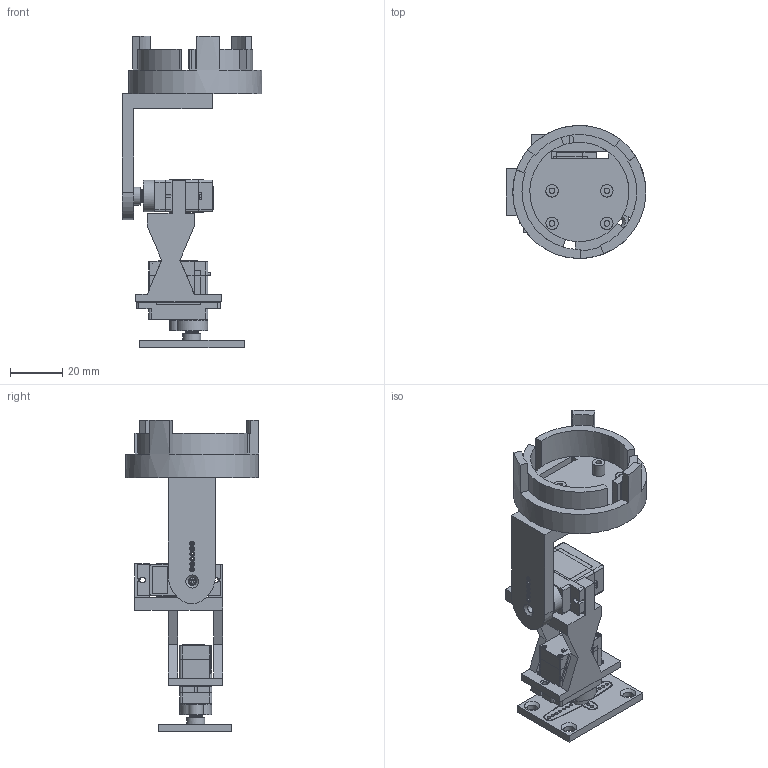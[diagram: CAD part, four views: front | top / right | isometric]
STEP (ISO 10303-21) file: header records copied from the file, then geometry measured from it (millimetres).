
FILE_DESCRIPTION(('HOOPS Exchange Step'),'2;1');
FILE_NAME('temp_export','2025-04-22T14:54:10+01:00',('mobile'),('Shapr3D Limited'),'HOOPS Exchange 2024.8','Shapr3D','Authorized');
FILE_SCHEMA( ('AP242_MANAGED_MODEL_BASED_3D_ENGINEERING_MIM_LF {1 0 10303 442 1 1 4}') );
Length unit declared in the file: millimetre
Products named in the file (19): SG90 - Micro Servo 9g - Tower Pro.4_Pe‡a (1); SG90 - Micro Servo 9g - Tower Pro.5_BS EN ISO 7045 - M2 x 8 - Z - 8S (1); SG90 - Micro Servo 9g - Tower Pro.2_Pe‡a (1); SG90 - Micro Servo 9g - Tower Pro.3_Pe‡a (1); SG90 - Micro Servo 9g - Tower Pro.6_BS EN ISO 7045 - M2 x 4 - Z - 4S (1); SG90 - Micro Servo 9g - Tower Pro.1_Pe‡a (1); SG90 - Micro Servo 9g - Tower Pro.STEP (1); SG90 - Micro Servo 9g - Tower Pro.2.SLDPRT; SG90 - Micro Servo 9g - Tower Pro.4_Pe‡a; SG90 - Micro Servo 9g - Tower Pro.5_BS EN ISO 7045 - M2 x 8 - Z - 8S; SG90 - Micro Servo 9g - Tower Pro.2_Pe‡a; SG90 - Micro Servo 9g - Tower Pro.3_Pe‡a; SG90 - Micro Servo 9g - Tower Pro.6_BS EN ISO 7045 - M2 x 4 - Z - 4S; SG90 - Micro Servo 9g - Tower Pro.1_Pe‡a; SG90 - Micro Servo 9g - Tower Pro.STEP; Bracket; root
Assembly tree (18 placements, depth 3):
  root
    SG90 - Micro Servo 9g - Tower Pro.STEP (1)
      SG90 - Micro Servo 9g - Tower Pro.4_Pe‡a (1)
      SG90 - Micro Servo 9g - Tower Pro.5_BS EN ISO 7045 - M2 x 8 - Z - 8S (1)
      SG90 - Micro Servo 9g - Tower Pro.2_Pe‡a (1)
      SG90 - Micro Servo 9g - Tower Pro.3_Pe‡a (1)
      SG90 - Micro Servo 9g - Tower Pro.6_BS EN ISO 7045 - M2 x 4 - Z - 4S (1)
      SG90 - Micro Servo 9g - Tower Pro.1_Pe‡a (1)
      SG90 - Micro Servo 9g - Tower Pro.5_BS EN ISO 7045 - M2 x 8 - Z - 8S (1)
    SG90 - Micro Servo 9g - Tower Pro.STEP
      SG90 - Micro Servo 9g - Tower Pro.2.SLDPRT
      SG90 - Micro Servo 9g - Tower Pro.4_Pe‡a
      SG90 - Micro Servo 9g - Tower Pro.5_BS EN ISO 7045 - M2 x 8 - Z - 8S
      SG90 - Micro Servo 9g - Tower Pro.2_Pe‡a
      SG90 - Micro Servo 9g - Tower Pro.3_Pe‡a
      SG90 - Micro Servo 9g - Tower Pro.6_BS EN ISO 7045 - M2 x 4 - Z - 4S
      SG90 - Micro Servo 9g - Tower Pro.1_Pe‡a
      SG90 - Micro Servo 9g - Tower Pro.5_BS EN ISO 7045 - M2 x 8 - Z - 8S
    Bracket
Bounding box: 53.59 x 51 x 119.49 mm (x, y, z)
Volume: 48386.3 mm3; surface area: 30871.7 mm2
Topology: 33 solids, 33 shells, 1824 faces, 4983 edges, 3278 vertices
Faces by surface type: plane 1107, cylinder 476, bspline 101, cone 68, torus 66, sphere 6
Full cylindrical faces by diameter (mm): 0.2 x2, 0.5 x2, 1 x6, 1.2 x23, 1.6 x4, 1.8 x8, 2 x26, 2.1 x2, 3 x1, 3.1 x2, 4 x4, 4.6 x2, 5 x2, 6.9 x2, 51 x1
Entity records: 72259 total; most frequent: CARTESIAN_POINT 25611, ORIENTED_EDGE 9954, DIRECTION 9155, EDGE_CURVE 4977, VERTEX_POINT 3278, VECTOR 3103, LINE 3103, AXIS2_PLACEMENT_3D 3026
